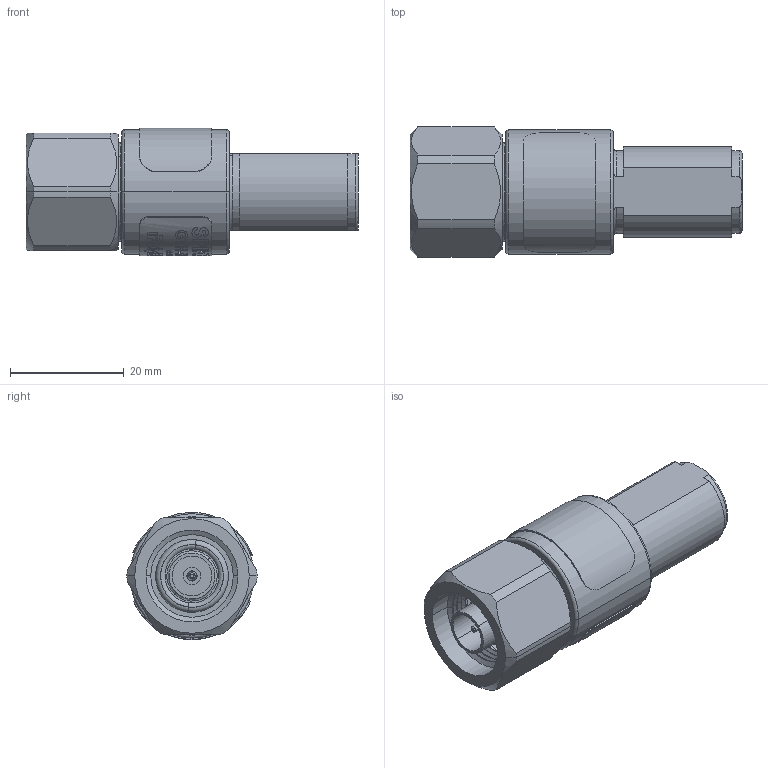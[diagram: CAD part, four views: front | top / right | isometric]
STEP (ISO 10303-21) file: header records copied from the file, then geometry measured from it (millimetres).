
FILE_DESCRIPTION (( 'STEP AP214' ), '1' );
FILE_NAME ('GTH-NFM-AL.STEP', '2019-07-30T19:04:56', ( '' ), ( '' ), 'SwSTEP 2.0', 'SolidWorks 2019', '' );
FILE_SCHEMA (( 'AUTOMOTIVE_DESIGN' ));
Length unit declared in the file: inch
Products named in the file (12): 4035-0043_Crimp; 7040-0062; GTH-NFM-AL; 7040-0049; 9090-2072_Packaged; 1502-0708; 5800-0137; 5800-0139; 7020-3387; 1909-0001; 2811-0020; 2003-1052_Curved 3
Assembly tree (12 placements, depth 3):
  GTH-NFM-AL
    9090-2072_Packaged
      5800-0137
      5800-0139
      4035-0043_Crimp
      1502-0708
      1909-0001
      2811-0020  x2
      7040-0062
      7040-0049
      7020-3387
      2003-1052_Curved 3
Bounding box: 58.34 x 22.86 x 22.33 mm (x, y, z)
Volume: 12462.1 mm3; surface area: 13392.1 mm2
Topology: 11 solids, 11 shells, 1333 faces, 3628 edges, 2383 vertices
Faces by surface type: bspline 521, plane 430, cylinder 288, cone 54, torus 40
Entity records: 69787 total; most frequent: CARTESIAN_POINT 29445, ORIENTED_EDGE 7212, DIRECTION 4361, EDGE_CURVE 3606, VERTEX_POINT 2371, B_SPLINE_CURVE_WITH_KNOTS 1696, AXIS2_PLACEMENT_3D 1641, EDGE_LOOP 1405
